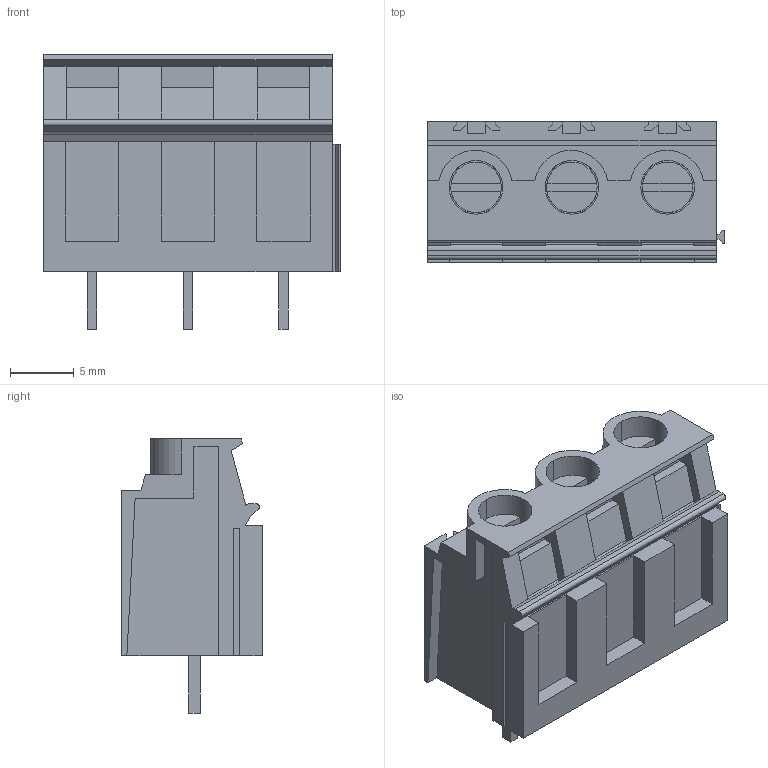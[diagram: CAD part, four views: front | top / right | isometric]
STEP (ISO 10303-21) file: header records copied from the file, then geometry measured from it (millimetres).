
FILE_DESCRIPTION(('CATIA V5 STEP Exchange','CAx-IF Rec.Pracs.--- Model Styling and Organization---1.2---2011-12-15'),'2;1');
FILE_NAME ('D1454666_0_1697230000_1697230000.stp','2018-03-01T07:25:04+00:00',('none'),('Weidmueller'),'CATIA Version 5-6 Release 2014','CATIA V5 STEP AP214','none');
FILE_SCHEMA(('AUTOMOTIVE_DESIGN { 1 0 10303 214 1 1 1 1 }'));
Length unit declared in the file: millimetre
Products named in the file (1): 1697230000
Bounding box: 23.25 x 11 x 21.5 mm (x, y, z)
Volume: 2675.5 mm3; surface area: 2883.1 mm2
Topology: 7 solids, 7 shells, 278 faces, 762 edges, 506 vertices
Faces by surface type: plane 257, cylinder 21
Entity records: 8362 total; most frequent: ORIENTED_EDGE 1524, CARTESIAN_POINT 1497, DIRECTION 1088, EDGE_CURVE 762, VECTOR 702, LINE 702, VERTEX_POINT 506, EDGE_LOOP 286
